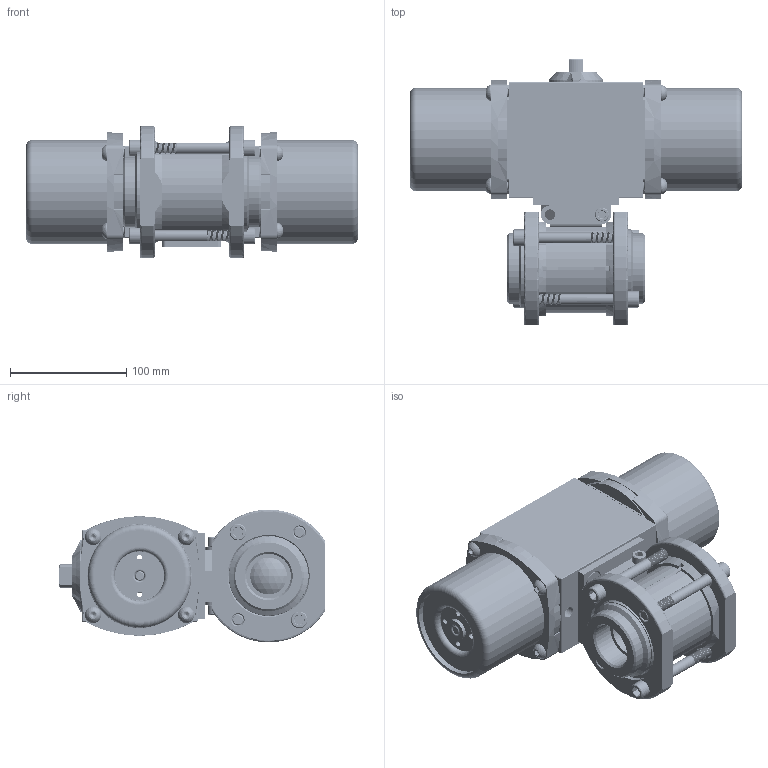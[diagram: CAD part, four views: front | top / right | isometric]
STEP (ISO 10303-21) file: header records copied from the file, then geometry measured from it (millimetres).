
FILE_DESCRIPTION (( 'STEP AP203' ), '1' );
FILE_NAME ('22XXTSWSA522SR.step', '2018-03-15T17:56:42', ( '' ), ( '' ), 'SwSTEP 2.0', 'SolidWorks 2017', '' );
FILE_SCHEMA (( 'CONFIG_CONTROL_DESIGN' ));
Products named in the file (1): 22XXTSWSA522SR
Bounding box: 285.09 x 229.11 x 114.05 mm (x, y, z)
Volume: 1421005.6 mm3; surface area: 527643.5 mm2
Topology: 51 solids, 51 shells, 4647 faces, 12087 edges, 7597 vertices
Faces by surface type: cylinder 2075, cone 1550, plane 748, torus 202, bspline 54, sphere 18
Entity records: 171325 total; most frequent: CARTESIAN_POINT 57476, DIRECTION 25116, ORIENTED_EDGE 23978, EDGE_CURVE 11989, AXIS2_PLACEMENT_3D 10129, VERTEX_POINT 7595, CIRCLE 5535, EDGE_LOOP 4994
